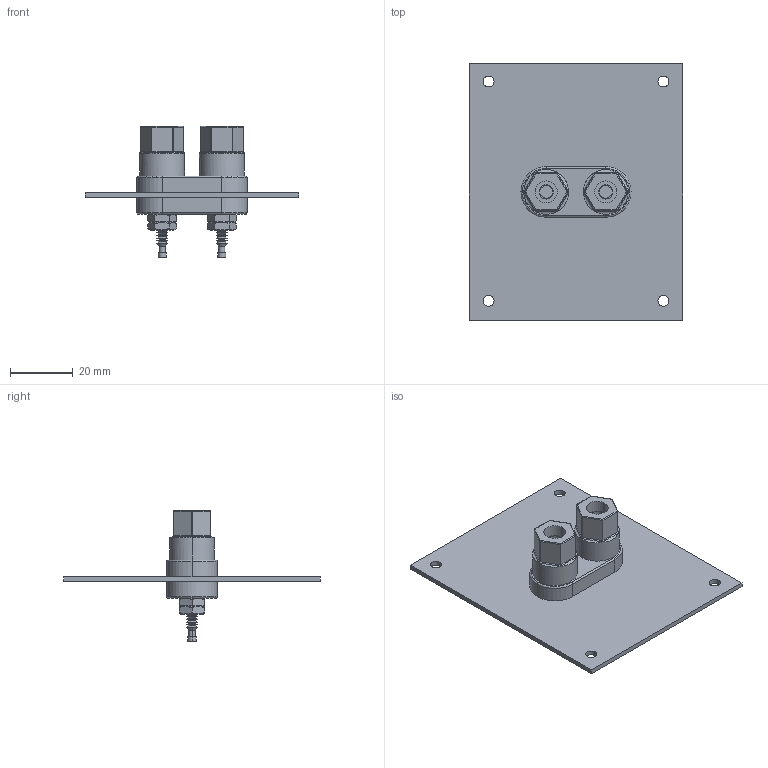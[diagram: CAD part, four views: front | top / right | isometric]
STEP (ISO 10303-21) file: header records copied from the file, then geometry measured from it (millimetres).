
FILE_DESCRIPTION (( 'STEP AP203' ), '1' );
FILE_NAME ('USP-BPRB.STEP', '2011-09-08T21:07:54', ( 'x' ), ( 'Microsoft' ), 'SwSTEP 2.0', 'SolidWorks 2010', '' );
FILE_SCHEMA (( 'CONFIG_CONTROL_DESIGN' ));
Length unit declared in the file: inch
Products named in the file (1): USP-BPRB
Bounding box: 68.1 x 81.99 x 41.91 mm (x, y, z)
Volume: 18435.5 mm3; surface area: 15028 mm2
Topology: 1 solids, 1 shells, 252 faces, 587 edges, 347 vertices
Faces by surface type: plane 88, cylinder 80, cone 48, torus 22, sphere 14
Entity records: 7765 total; most frequent: CARTESIAN_POINT 2107, DIRECTION 1188, ORIENTED_EDGE 1158, EDGE_CURVE 579, AXIS2_PLACEMENT_3D 476, VERTEX_POINT 347, EDGE_LOOP 278, FACE_OUTER_BOUND 252
